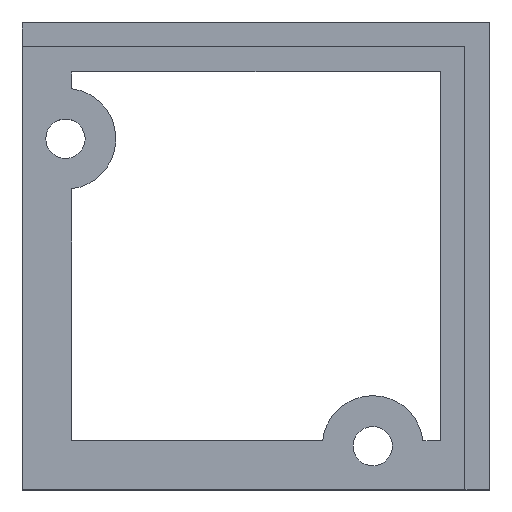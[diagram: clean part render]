
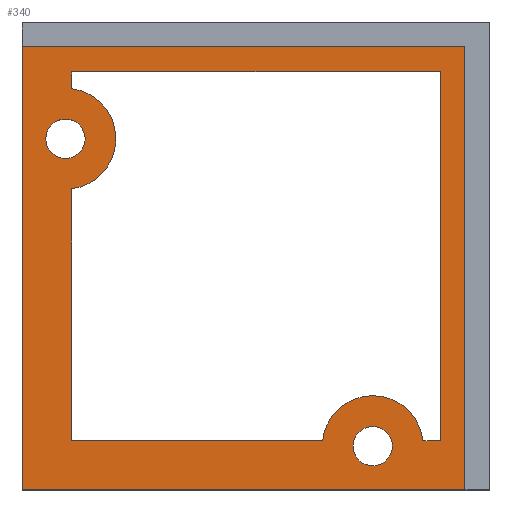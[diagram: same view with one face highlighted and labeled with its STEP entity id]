
A CAD part, top view. The second image highlights one B-rep face of the part: STEP entity #340.
In plain terms, the highlighted planar face has unit normal (0, 0, 1).
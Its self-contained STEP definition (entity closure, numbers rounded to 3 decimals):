
#184=CARTESIAN_POINT('',(0.,866.574,847.066));
#185=DIRECTION('',(0.,-0.,1.));
#186=DIRECTION('',(1.,0.,0.));
#187=AXIS2_PLACEMENT_3D('',#184,#185,#186);
#188=PLANE('',#187);
#189=CARTESIAN_POINT('',(335.,1223.374,847.066));
#190=VERTEX_POINT('',#189);
#191=CARTESIAN_POINT('',(331.8,1226.574,847.066));
#192=VERTEX_POINT('',#191);
#193=CARTESIAN_POINT('',(335.,1226.574,847.066));
#194=DIRECTION('',(-0.,0.,-1.));
#195=DIRECTION('',(0.,-1.,-0.));
#196=AXIS2_PLACEMENT_3D('',#193,#194,#195);
#197=CIRCLE('',#196,3.2);
#198=EDGE_CURVE('',#190,#192,#197,.T.);
#199=ORIENTED_EDGE('',*,*,#198,.T.);
#200=CARTESIAN_POINT('',(335.,1226.574,847.066));
#201=DIRECTION('',(-0.,0.,-1.));
#202=DIRECTION('',(0.,-1.,-0.));
#203=AXIS2_PLACEMENT_3D('',#200,#201,#202);
#204=CIRCLE('',#203,3.2);
#205=EDGE_CURVE('',#192,#190,#204,.T.);
#206=ORIENTED_EDGE('',*,*,#205,.T.);
#207=EDGE_LOOP('',(#199,#206));
#208=FACE_BOUND('',#207,.T.);
#209=CARTESIAN_POINT('',(285.,1273.374,847.066));
#210=VERTEX_POINT('',#209);
#211=CARTESIAN_POINT('',(281.8,1276.574,847.066));
#212=VERTEX_POINT('',#211);
#213=CARTESIAN_POINT('',(285.,1276.574,847.066));
#214=DIRECTION('',(-0.,0.,-1.));
#215=DIRECTION('',(0.,-1.,-0.));
#216=AXIS2_PLACEMENT_3D('',#213,#214,#215);
#217=CIRCLE('',#216,3.2);
#218=EDGE_CURVE('',#210,#212,#217,.T.);
#219=ORIENTED_EDGE('',*,*,#218,.T.);
#220=CARTESIAN_POINT('',(285.,1276.574,847.066));
#221=DIRECTION('',(-0.,0.,-1.));
#222=DIRECTION('',(0.,-1.,-0.));
#223=AXIS2_PLACEMENT_3D('',#220,#221,#222);
#224=CIRCLE('',#223,3.2);
#225=EDGE_CURVE('',#212,#210,#224,.T.);
#226=ORIENTED_EDGE('',*,*,#225,.T.);
#227=EDGE_LOOP('',(#219,#226));
#228=FACE_BOUND('',#227,.T.);
#229=CARTESIAN_POINT('',(350.,1291.574,847.066));
#230=VERTEX_POINT('',#229);
#231=CARTESIAN_POINT('',(278.,1291.574,847.066));
#232=VERTEX_POINT('',#231);
#233=CARTESIAN_POINT('',(350.,1291.574,847.066));
#234=DIRECTION('',(-1.,-0.,0.));
#235=VECTOR('',#234,72.);
#236=LINE('',#233,#235);
#237=EDGE_CURVE('',#230,#232,#236,.T.);
#238=ORIENTED_EDGE('',*,*,#237,.T.);
#239=CARTESIAN_POINT('',(278.,1219.434,847.066));
#240=VERTEX_POINT('',#239);
#241=CARTESIAN_POINT('',(278.,1291.574,847.066));
#242=DIRECTION('',(0.,-1.,-0.));
#243=VECTOR('',#242,72.14);
#244=LINE('',#241,#243);
#245=EDGE_CURVE('',#232,#240,#244,.T.);
#246=ORIENTED_EDGE('',*,*,#245,.T.);
#247=CARTESIAN_POINT('',(350.,1219.434,847.066));
#248=VERTEX_POINT('',#247);
#249=CARTESIAN_POINT('',(278.,1219.434,847.066));
#250=DIRECTION('',(1.,0.,-0.));
#251=VECTOR('',#250,72.);
#252=LINE('',#249,#251);
#253=EDGE_CURVE('',#240,#248,#252,.T.);
#254=ORIENTED_EDGE('',*,*,#253,.T.);
#255=CARTESIAN_POINT('',(350.,1219.434,847.066));
#256=DIRECTION('',(0.,1.,0.));
#257=VECTOR('',#256,72.14);
#258=LINE('',#255,#257);
#259=EDGE_CURVE('',#248,#230,#258,.T.);
#260=ORIENTED_EDGE('',*,*,#259,.T.);
#261=EDGE_LOOP('',(#238,#246,#254,#260));
#262=FACE_BOUND('',#261,.T.);
#263=CARTESIAN_POINT('',(343.155,1227.434,847.066));
#264=VERTEX_POINT('',#263);
#265=CARTESIAN_POINT('',(346.,1227.434,847.066));
#266=VERTEX_POINT('',#265);
#267=CARTESIAN_POINT('',(343.155,1227.434,847.066));
#268=DIRECTION('',(1.,0.,-0.));
#269=VECTOR('',#268,2.845);
#270=LINE('',#267,#269);
#271=EDGE_CURVE('',#264,#266,#270,.T.);
#272=ORIENTED_EDGE('',*,*,#271,.F.);
#273=CARTESIAN_POINT('',(335.,1234.774,847.066));
#274=VERTEX_POINT('',#273);
#275=CARTESIAN_POINT('',(335.,1226.574,847.066));
#276=DIRECTION('',(0.,-0.,1.));
#277=DIRECTION('',(0.,-1.,-0.));
#278=AXIS2_PLACEMENT_3D('',#275,#276,#277);
#279=CIRCLE('',#278,8.2);
#280=EDGE_CURVE('',#264,#274,#279,.T.);
#281=ORIENTED_EDGE('',*,*,#280,.T.);
#282=CARTESIAN_POINT('',(326.845,1227.434,847.066));
#283=VERTEX_POINT('',#282);
#284=CARTESIAN_POINT('',(335.,1226.574,847.066));
#285=DIRECTION('',(0.,-0.,1.));
#286=DIRECTION('',(0.,-1.,-0.));
#287=AXIS2_PLACEMENT_3D('',#284,#285,#286);
#288=CIRCLE('',#287,8.2);
#289=EDGE_CURVE('',#274,#283,#288,.T.);
#290=ORIENTED_EDGE('',*,*,#289,.T.);
#291=CARTESIAN_POINT('',(286.,1227.434,847.066));
#292=VERTEX_POINT('',#291);
#293=CARTESIAN_POINT('',(286.,1227.434,847.066));
#294=DIRECTION('',(1.,0.,-0.));
#295=VECTOR('',#294,40.845);
#296=LINE('',#293,#295);
#297=EDGE_CURVE('',#292,#283,#296,.T.);
#298=ORIENTED_EDGE('',*,*,#297,.F.);
#299=CARTESIAN_POINT('',(286.,1268.435,847.066));
#300=VERTEX_POINT('',#299);
#301=CARTESIAN_POINT('',(286.,1268.435,847.066));
#302=DIRECTION('',(0.,-1.,-0.));
#303=VECTOR('',#302,41.001);
#304=LINE('',#301,#303);
#305=EDGE_CURVE('',#300,#292,#304,.T.);
#306=ORIENTED_EDGE('',*,*,#305,.F.);
#307=CARTESIAN_POINT('',(286.,1284.713,847.066));
#308=VERTEX_POINT('',#307);
#309=CARTESIAN_POINT('',(285.,1276.574,847.066));
#310=DIRECTION('',(0.,-0.,1.));
#311=DIRECTION('',(0.,-1.,-0.));
#312=AXIS2_PLACEMENT_3D('',#309,#310,#311);
#313=CIRCLE('',#312,8.2);
#314=EDGE_CURVE('',#300,#308,#313,.T.);
#315=ORIENTED_EDGE('',*,*,#314,.T.);
#316=CARTESIAN_POINT('',(286.,1287.448,847.066));
#317=VERTEX_POINT('',#316);
#318=CARTESIAN_POINT('',(286.,1287.448,847.066));
#319=DIRECTION('',(0.,-1.,-0.));
#320=VECTOR('',#319,2.735);
#321=LINE('',#318,#320);
#322=EDGE_CURVE('',#317,#308,#321,.T.);
#323=ORIENTED_EDGE('',*,*,#322,.F.);
#324=CARTESIAN_POINT('',(346.,1287.552,847.066));
#325=VERTEX_POINT('',#324);
#326=CARTESIAN_POINT('',(346.,1287.552,847.066));
#327=DIRECTION('',(-1.,-0.002,-0.));
#328=VECTOR('',#327,60.);
#329=LINE('',#326,#328);
#330=EDGE_CURVE('',#325,#317,#329,.T.);
#331=ORIENTED_EDGE('',*,*,#330,.F.);
#332=CARTESIAN_POINT('',(346.,1287.552,847.066));
#333=DIRECTION('',(0.,-1.,-0.));
#334=VECTOR('',#333,60.118);
#335=LINE('',#332,#334);
#336=EDGE_CURVE('',#325,#266,#335,.T.);
#337=ORIENTED_EDGE('',*,*,#336,.T.);
#338=EDGE_LOOP('',(#272,#281,#290,#298,#306,#315,#323,#331,#337));
#339=FACE_BOUND('',#338,.T.);
#340=ADVANCED_FACE('',(#208,#228,#262,#339),#188,.T.);
